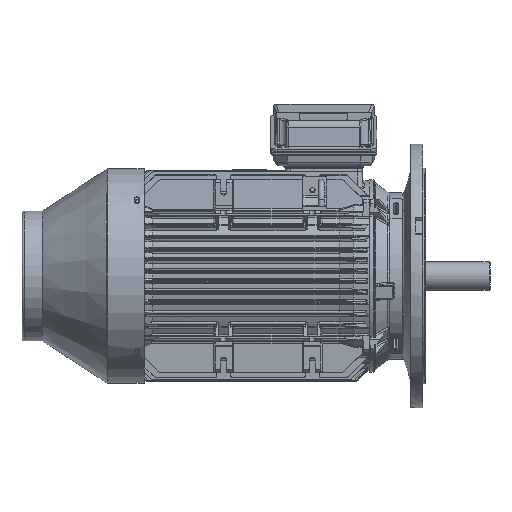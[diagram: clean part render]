
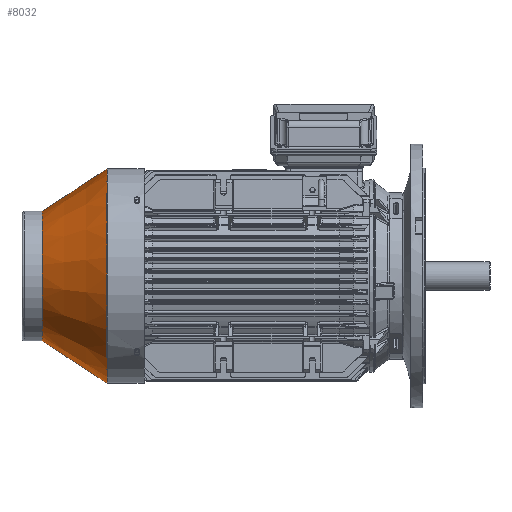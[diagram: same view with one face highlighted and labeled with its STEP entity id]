
A CAD part, left-side view. The second image highlights one B-rep face of the part: STEP entity #8032.
In plain terms, the highlighted conical face has half-angle 33.201 degrees and reference radius 224.1 mm.
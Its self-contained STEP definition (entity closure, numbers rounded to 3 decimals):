
#8032 = ADVANCED_FACE( '', ( #19486, #19487 ), #19488, .T. );
#19486 = FACE_OUTER_BOUND( '', #62737, .T. );
#19487 = FACE_BOUND( '', #62738, .T. );
#19488 = CONICAL_SURFACE( '', #62739, 224.1, 0.579 );
#62737 = EDGE_LOOP( '', ( #138453 ) );
#62738 = EDGE_LOOP( '', ( #138454 ) );
#62739 = AXIS2_PLACEMENT_3D( '', #138455, #138456, #138457 );
#138453 = ORIENTED_EDGE( '', *, *, #175117, .F. );
#138454 = ORIENTED_EDGE( '', *, *, #173821, .F. );
#138455 = CARTESIAN_POINT( '', ( 0., 547., 0. ) );
#138456 = DIRECTION( '', ( 0., -1., 0. ) );
#138457 = DIRECTION( '', ( 0., 0., -1. ) );
#173821 = EDGE_CURVE( '', #196141, #196141, #196142, .T. );
#175117 = EDGE_CURVE( '', #198116, #198116, #198117, .F. );
#196141 = VERTEX_POINT( '', #256049 );
#196142 = CIRCLE( '', #256050, 135.1 );
#198116 = VERTEX_POINT( '', #264028 );
#198117 = CIRCLE( '', #264029, 224.1 );
#256049 = CARTESIAN_POINT( '', ( 0., 683., 135.1 ) );
#256050 = AXIS2_PLACEMENT_3D( '', #317946, #317947, #317948 );
#264028 = CARTESIAN_POINT( '', ( 0., 547., 224.1 ) );
#264029 = AXIS2_PLACEMENT_3D( '', #319372, #319373, #319374 );
#317946 = CARTESIAN_POINT( '', ( 0., 683., 0. ) );
#317947 = DIRECTION( '', ( 0., 1., 0. ) );
#317948 = DIRECTION( '', ( 0., 0., 1. ) );
#319372 = CARTESIAN_POINT( '', ( 0., 547., 0. ) );
#319373 = DIRECTION( '', ( 0., 1., 0. ) );
#319374 = DIRECTION( '', ( 0., 0., 1. ) );
